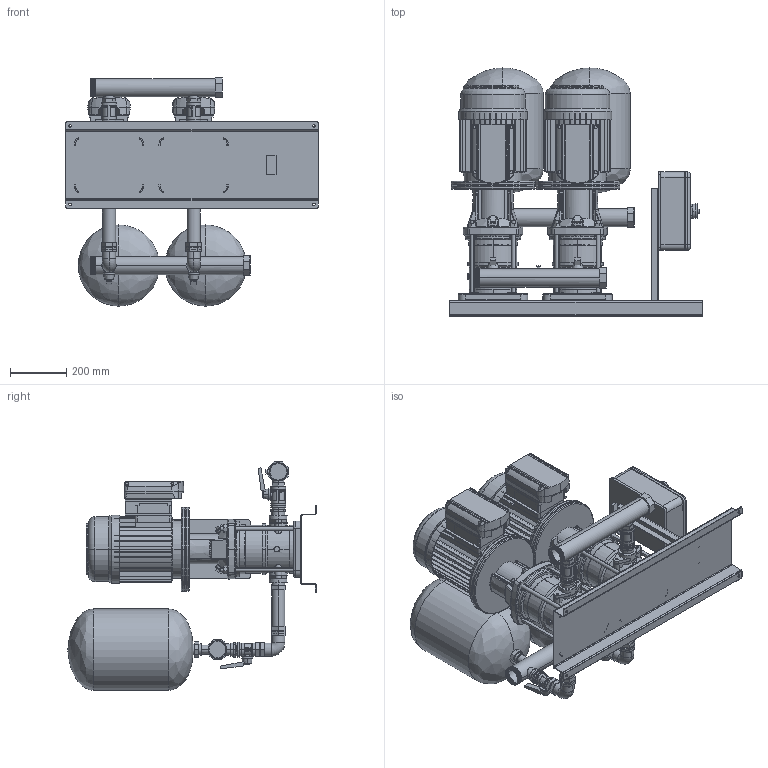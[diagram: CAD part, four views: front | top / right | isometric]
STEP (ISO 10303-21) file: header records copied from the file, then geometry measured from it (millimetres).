
FILE_DESCRIPTION (( 'STEP AP214' ), '1' );
FILE_NAME ('2SBI 20-5 TE ZB00064966.STEP', '2022-08-31T19:24:54', ( '' ), ( '' ), 'SwSTEP 2.0', 'SolidWorks 2020', '' );
FILE_SCHEMA (( 'AUTOMOTIVE_DESIGN' ));
Length unit declared in the file: millimetre
Products named in the file (1): 2SBI 20-5 TE ZB00064966
Bounding box: 900 x 886 x 815.1 mm (x, y, z)
Volume: 103149500.2 mm3; surface area: 6404138.7 mm2
Topology: 54 solids, 65 shells, 2846 faces, 7022 edges, 4407 vertices
Faces by surface type: plane 1268, cylinder 847, bspline 382, torus 187, cone 152, sphere 10
Entity records: 160945 total; most frequent: CARTESIAN_POINT 65650, ORIENTED_EDGE 14004, DIRECTION 11782, EDGE_CURVE 7002, VERTEX_POINT 4407, AXIS2_PLACEMENT_3D 4229, LINE 3324, VECTOR 3324
